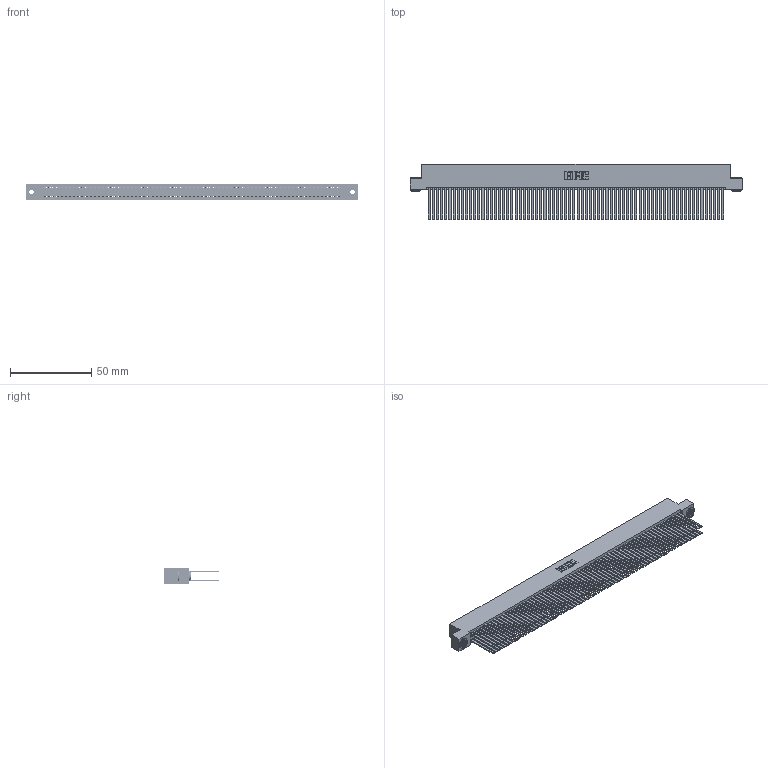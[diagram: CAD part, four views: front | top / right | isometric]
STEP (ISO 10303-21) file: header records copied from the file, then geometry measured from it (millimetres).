
FILE_DESCRIPTION (( 'STEP AP203' ), '1' );
FILE_NAME ('395-144-544-203.STEP', '2019-10-30T16:05:34', ( '' ), ( '' ), 'SwSTEP 2.0', 'SolidWorks 2016', '' );
FILE_SCHEMA (( 'CONFIG_CONTROL_DESIGN' ));
Length unit declared in the file: inch
Products named in the file (4): 395-144-544-203; 345 Part_Flush Mounting Lugs - 0.156 Dia-TH; 345-292-001_345-293-144; 345-250-002_345-250-002-102
Assembly tree (147 placements, depth 2):
  395-144-544-203
    345 Part_Flush Mounting Lugs - 0.156 Dia-TH
    345-292-001_345-293-144  x144
    345-250-002_345-250-002-102  x2
Bounding box: 204.09 x 33.96 x 9.4 mm (x, y, z)
Volume: 22141.9 mm3; surface area: 39431.7 mm2
Topology: 147 solids, 147 shells, 6500 faces, 19281 edges, 12658 vertices
Faces by surface type: plane 4266, cylinder 2226, cone 8
Entity records: 52920 total; most frequent: CARTESIAN_POINT 8815, ORIENTED_EDGE 8742, DIRECTION 7765, EDGE_CURVE 4371, LINE 3931, VECTOR 3931, VERTEX_POINT 2910, AXIS2_PLACEMENT_3D 1917
